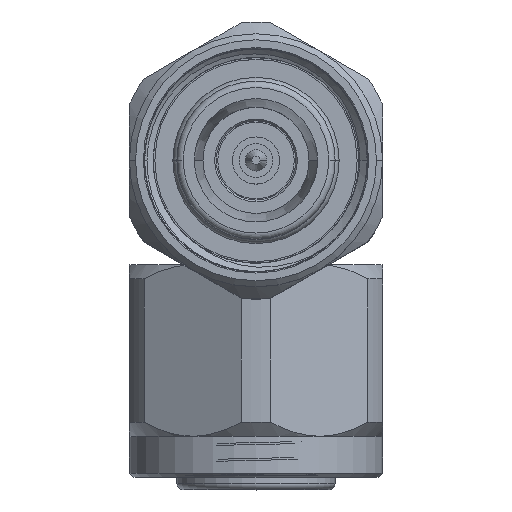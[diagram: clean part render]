
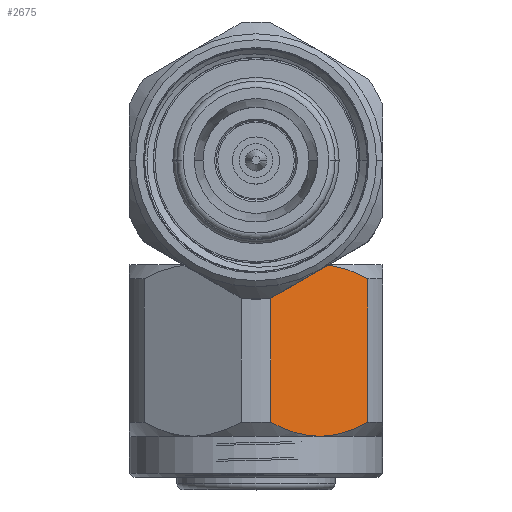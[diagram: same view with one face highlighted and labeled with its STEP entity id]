
A CAD part, top view. The second image highlights one B-rep face of the part: STEP entity #2675.
In plain terms, the highlighted face is planar.
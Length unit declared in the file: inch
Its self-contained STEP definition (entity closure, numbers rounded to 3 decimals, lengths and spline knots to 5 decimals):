
#44 = CARTESIAN_POINT ( 'NONE',  ( -0.66633, -0.29671, -0.116 ) ) ;
#269 = VERTEX_POINT ( 'NONE', #10704 ) ;
#330 = EDGE_LOOP ( 'NONE', ( #7073, #4675, #10316, #2374 ) ) ;
#1017 = CARTESIAN_POINT ( 'NONE',  ( -0.6352, -0.20299, -0.27833 ) ) ;
#1099 = CARTESIAN_POINT ( 'NONE',  ( -0.6639, -0.30272, -0.1056 ) ) ;
#1211 = DIRECTION ( 'NONE',  ( 0., -0.866, -0.5 ) ) ;
#1581 = FACE_OUTER_BOUND ( 'NONE', #330, .T. ) ;
#1724 = CARTESIAN_POINT ( 'NONE',  ( -0.25943, -0.32035, -0.07505 ) ) ;
#1964 = CARTESIAN_POINT ( 'NONE',  ( -0.64578, -0.33157, -0.05562 ) ) ;
#2010 = CARTESIAN_POINT ( 'NONE',  ( -0.66626, -0.2486, -0.19933 ) ) ;
#2108 = B_SPLINE_CURVE_WITH_KNOTS ( 'NONE', 3,
 ( #1017, #6640, #8422, #6521, #2010, #2872, #3751, #4661, #6600, #44, #1099, #7469, #1964, #9349 ),
 .UNSPECIFIED., .F., .F.,
 ( 4, 2, 2, 2, 2, 2, 4 ),
 ( 0., 0.00184, 0.00275, 0.00367, 0.00459, 0.0055, 0.00734 ),
 .UNSPECIFIED. ) ;
#2162 = DIRECTION ( 'NONE',  ( -1., 0., 0. ) ) ;
#2374 = ORIENTED_EDGE ( 'NONE', *, *, #10674, .F. ) ;
#2468 = CARTESIAN_POINT ( 'NONE',  ( -0.6352, -0.20299, -0.27833 ) ) ;
#2507 = CARTESIAN_POINT ( 'NONE',  ( -0.27879, -0.34253, -0.03663 ) ) ;
#2584 = CARTESIAN_POINT ( 'NONE',  ( -0.25016, -0.30287, -0.10533 ) ) ;
#2625 = CARTESIAN_POINT ( 'NONE',  ( -0.2436, -0.27882, -0.14699 ) ) ;
#2675 = ADVANCED_FACE ( 'NONE', ( #1581 ), #3884, .T. ) ;
#2699 = EDGE_CURVE ( 'NONE', #5315, #269, #10002, .T. ) ;
#2872 = CARTESIAN_POINT ( 'NONE',  ( -0.66955, -0.26068, -0.17841 ) ) ;
#3333 = VECTOR ( 'NONE', #2162, 39.37008 ) ;
#3512 = CARTESIAN_POINT ( 'NONE',  ( -0.24443, -0.28485, -0.13655 ) ) ;
#3548 = DIRECTION ( 'NONE',  ( 1., 0., 0. ) ) ;
#3655 = B_SPLINE_CURVE_WITH_KNOTS ( 'NONE', 3,
 ( #2507, #5282, #1724, #2584, #9068, #3512, #2625, #8215, #4500, #11018, #8994, #10865, #10006, #4338 ),
 .UNSPECIFIED., .F., .F.,
 ( 4, 2, 2, 2, 2, 2, 4 ),
 ( 0., 0.00184, 0.00275, 0.00367, 0.00459, 0.0055, 0.00734 ),
 .UNSPECIFIED. ) ;
#3657 = VERTEX_POINT ( 'NONE', #5066 ) ;
#3751 = CARTESIAN_POINT ( 'NONE',  ( -0.67038, -0.26671, -0.16797 ) ) ;
#3884 = PLANE ( 'NONE',  #5497 ) ;
#3917 = CARTESIAN_POINT ( 'NONE',  ( -0.78348, -0.36369, 0. ) ) ;
#4338 = CARTESIAN_POINT ( 'NONE',  ( -0.27879, -0.20299, -0.27833 ) ) ;
#4500 = CARTESIAN_POINT ( 'NONE',  ( -0.24442, -0.26079, -0.17821 ) ) ;
#4597 = EDGE_CURVE ( 'NONE', #5315, #3657, #3655, .T. ) ;
#4661 = CARTESIAN_POINT ( 'NONE',  ( -0.67039, -0.27873, -0.14714 ) ) ;
#4675 = ORIENTED_EDGE ( 'NONE', *, *, #4597, .F. ) ;
#4768 = CARTESIAN_POINT ( 'NONE',  ( 0.73088, -0.34253, -0.03663 ) ) ;
#5066 = CARTESIAN_POINT ( 'NONE',  ( -0.27879, -0.20299, -0.27833 ) ) ;
#5282 = CARTESIAN_POINT ( 'NONE',  ( -0.26822, -0.33159, -0.0556 ) ) ;
#5315 = VERTEX_POINT ( 'NONE', #5695 ) ;
#5497 = AXIS2_PLACEMENT_3D ( 'NONE', #3917, #1211, #10432 ) ;
#5695 = CARTESIAN_POINT ( 'NONE',  ( -0.27879, -0.34253, -0.03663 ) ) ;
#5991 = LINE ( 'NONE', #6397, #11983 ) ;
#6397 = CARTESIAN_POINT ( 'NONE',  ( 0.73088, -0.20299, -0.27833 ) ) ;
#6521 = CARTESIAN_POINT ( 'NONE',  ( -0.66382, -0.24265, -0.20963 ) ) ;
#6600 = CARTESIAN_POINT ( 'NONE',  ( -0.66957, -0.28473, -0.13675 ) ) ;
#6640 = CARTESIAN_POINT ( 'NONE',  ( -0.64577, -0.21394, -0.25936 ) ) ;
#7073 = ORIENTED_EDGE ( 'NONE', *, *, #7091, .T. ) ;
#7091 = EDGE_CURVE ( 'NONE', #10567, #3657, #5991, .T. ) ;
#7469 = CARTESIAN_POINT ( 'NONE',  ( -0.6546, -0.32031, -0.07513 ) ) ;
#8215 = CARTESIAN_POINT ( 'NONE',  ( -0.2436, -0.2668, -0.16782 ) ) ;
#8422 = CARTESIAN_POINT ( 'NONE',  ( -0.65456, -0.22517, -0.23991 ) ) ;
#8994 = CARTESIAN_POINT ( 'NONE',  ( -0.25009, -0.24281, -0.20936 ) ) ;
#9068 = CARTESIAN_POINT ( 'NONE',  ( -0.24772, -0.29693, -0.11563 ) ) ;
#9349 = CARTESIAN_POINT ( 'NONE',  ( -0.6352, -0.34253, -0.03663 ) ) ;
#10002 = LINE ( 'NONE', #4768, #3333 ) ;
#10006 = CARTESIAN_POINT ( 'NONE',  ( -0.26821, -0.21395, -0.25934 ) ) ;
#10316 = ORIENTED_EDGE ( 'NONE', *, *, #2699, .T. ) ;
#10432 = DIRECTION ( 'NONE',  ( 0., 0.5, -0.866 ) ) ;
#10567 = VERTEX_POINT ( 'NONE', #2468 ) ;
#10674 = EDGE_CURVE ( 'NONE', #10567, #269, #2108, .T. ) ;
#10704 = CARTESIAN_POINT ( 'NONE',  ( -0.6352, -0.34253, -0.03663 ) ) ;
#10865 = CARTESIAN_POINT ( 'NONE',  ( -0.25938, -0.22522, -0.23983 ) ) ;
#11018 = CARTESIAN_POINT ( 'NONE',  ( -0.24765, -0.24882, -0.19896 ) ) ;
#11983 = VECTOR ( 'NONE', #3548, 39.37008 ) ;
